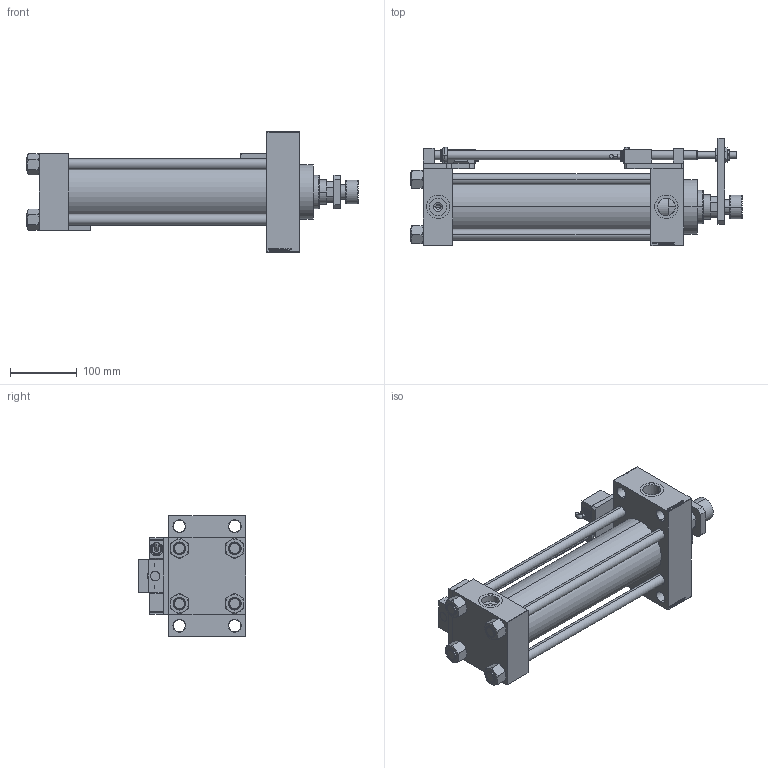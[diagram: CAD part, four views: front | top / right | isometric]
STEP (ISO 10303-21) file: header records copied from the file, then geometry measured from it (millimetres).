
FILE_DESCRIPTION (( 'STEP AP203' ), '1' );
FILE_NAME ('93b4.STEP', '2025-11-24T09:59:55', ( '' ), ( '' ), 'SwSTEP 2.0', 'SolidWorks 2019', '' );
FILE_SCHEMA (( 'CONFIG_CONTROL_DESIGN' ));
Length unit declared in the file: millimetre
Products named in the file (17): V215CD_VCP_D 245df8f69e7c9f07577084c5bbba6744; V215CD_SWITCH_Q_NUT 245df8f69e7c9f07577084c5bbba6744; V215CD_NUT_M5_D 245df8f69e7c9f07577084c5bbba6744; V215CD_SWITCH_Q_DIMA 245df8f69e7c9f07577084c5bbba6744; V215CD_SWITCH_Q_TYC 245df8f69e7c9f07577084c5bbba6744; V215CD_D_TYCINKA 245df8f69e7c9f07577084c5bbba6744; V215CR_ROD_END_F 245df8f69e7c9f07577084c5bbba6744; V215CD_SWITCH_Q_NUT10 245df8f69e7c9f07577084c5bbba6744; V215CD_SWITCH_Q_PODLOZKA_BACK 245df8f69e7c9f07577084c5bbba6744; V215CD_SWITCH_Q_PODLOZKA_FRONT 245df8f69e7c9f07577084c5bbba6744; 93b4; V215CD_VC_A 245df8f69e7c9f07577084c5bbba6744; V215CD_SWITCH_Q_BLOK 245df8f69e7c9f07577084c5bbba6744; V215CD_SWITCH_Q_MAGNET 245df8f69e7c9f07577084c5bbba6744; V215CD_SWITCH_Q_SWITCH 245df8f69e7c9f07577084c5bbba6744; V215CD_D_Body 245df8f69e7c9f07577084c5bbba6744; V215CD_SWITCH_Q_ZARAZKA 245df8f69e7c9f07577084c5bbba6744
Assembly tree (25 placements, depth 2):
  93b4
    V215CD_D_Body 245df8f69e7c9f07577084c5bbba6744
    V215CD_VC_A 245df8f69e7c9f07577084c5bbba6744
    V215CD_VCP_D 245df8f69e7c9f07577084c5bbba6744
    V215CD_D_TYCINKA 245df8f69e7c9f07577084c5bbba6744  x4
    V215CD_NUT_M5_D 245df8f69e7c9f07577084c5bbba6744  x4
    V215CR_ROD_END_F 245df8f69e7c9f07577084c5bbba6744
    V215CD_SWITCH_Q_BLOK 245df8f69e7c9f07577084c5bbba6744  x2
    V215CD_SWITCH_Q_DIMA 245df8f69e7c9f07577084c5bbba6744
    V215CD_SWITCH_Q_MAGNET 245df8f69e7c9f07577084c5bbba6744  x2
    V215CD_SWITCH_Q_NUT 245df8f69e7c9f07577084c5bbba6744
    V215CD_SWITCH_Q_NUT10 245df8f69e7c9f07577084c5bbba6744
    V215CD_SWITCH_Q_PODLOZKA_BACK 245df8f69e7c9f07577084c5bbba6744
    V215CD_SWITCH_Q_PODLOZKA_FRONT 245df8f69e7c9f07577084c5bbba6744
    V215CD_SWITCH_Q_SWITCH 245df8f69e7c9f07577084c5bbba6744  x2
    V215CD_SWITCH_Q_TYC 245df8f69e7c9f07577084c5bbba6744
    V215CD_SWITCH_Q_ZARAZKA 245df8f69e7c9f07577084c5bbba6744
Bounding box: 496 x 160 x 180 mm (x, y, z)
Volume: 2931296.8 mm3; surface area: 595706.8 mm2
Topology: 25 solids, 25 shells, 1393 faces, 3445 edges, 2232 vertices
Faces by surface type: plane 670, bspline 368, cylinder 160, cone 155, torus 40
Entity records: 53817 total; most frequent: CARTESIAN_POINT 26099, ORIENTED_EDGE 5830, DIRECTION 4158, EDGE_CURVE 2915, VERTEX_POINT 1906, VECTOR 1740, LINE 1740, EDGE_LOOP 1325
